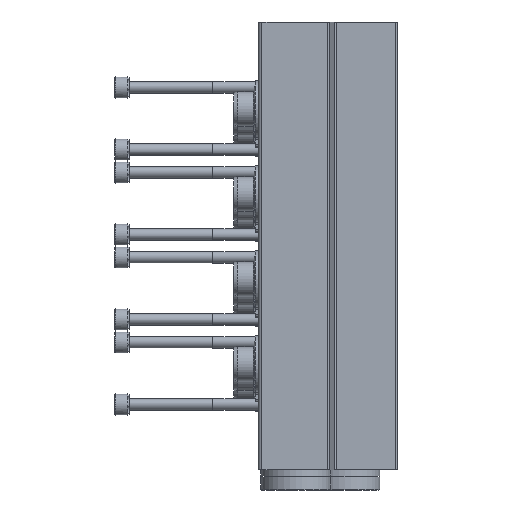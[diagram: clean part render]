
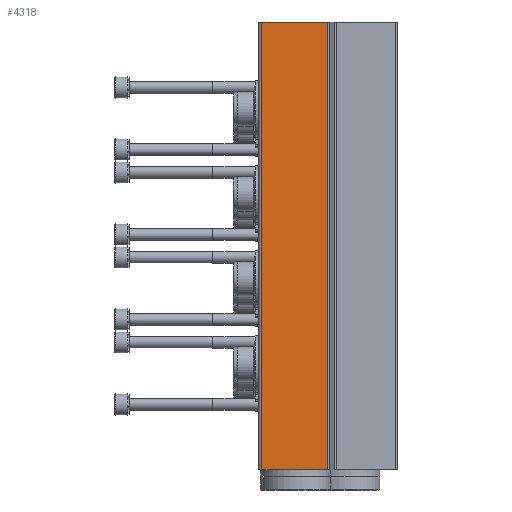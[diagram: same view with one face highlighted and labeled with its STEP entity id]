
A CAD part, left-side view. The second image highlights one B-rep face of the part: STEP entity #4318.
In plain terms, the highlighted planar face has unit normal (-1, 0, 0).
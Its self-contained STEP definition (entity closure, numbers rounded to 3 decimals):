
#162=PLANE('',#4662);
#600=ORIENTED_EDGE('',*,*,#1736,.F.);
#601=ORIENTED_EDGE('',*,*,#1735,.F.);
#602=ORIENTED_EDGE('',*,*,#1737,.T.);
#603=ORIENTED_EDGE('',*,*,#1738,.T.);
#1735=EDGE_CURVE('',#2303,#2301,#2716,.T.);
#1736=EDGE_CURVE('',#2301,#2304,#2717,.T.);
#1737=EDGE_CURVE('',#2303,#2305,#2718,.T.);
#1738=EDGE_CURVE('',#2305,#2304,#2719,.T.);
#2301=VERTEX_POINT('',#6891);
#2303=VERTEX_POINT('',#6895);
#2304=VERTEX_POINT('',#6899);
#2305=VERTEX_POINT('',#6901);
#2716=LINE('',#6896,#3003);
#2717=LINE('',#6898,#3004);
#2718=LINE('',#6900,#3005);
#2719=LINE('',#6902,#3006);
#3003=VECTOR('',#5244,1000.);
#3004=VECTOR('',#5247,1000.);
#3005=VECTOR('',#5248,1000.);
#3006=VECTOR('',#5249,1000.);
#3300=EDGE_LOOP('',(#600,#601,#602,#603));
#3763=FACE_BOUND('',#3300,.T.);
#4318=ADVANCED_FACE('',(#3763),#162,.T.);
#4662=AXIS2_PLACEMENT_3D('',#6897,#5245,#5246);
#5244=DIRECTION('',(0.,0.,1.));
#5245=DIRECTION('',(-1.,0.,0.));
#5246=DIRECTION('',(0.,0.,1.));
#5247=DIRECTION('',(0.,-1.,0.));
#5248=DIRECTION('',(0.,-1.,0.));
#5249=DIRECTION('',(0.,0.,1.));
#6891=CARTESIAN_POINT('',(-32.1,35.,0.));
#6895=CARTESIAN_POINT('',(-32.1,35.,-116.));
#6896=CARTESIAN_POINT('',(-32.1,35.,-116.));
#6897=CARTESIAN_POINT('',(-32.1,35.,-116.));
#6898=CARTESIAN_POINT('',(-32.1,35.,0.));
#6899=CARTESIAN_POINT('',(-32.1,18.111,0.));
#6900=CARTESIAN_POINT('',(-32.1,35.,-116.));
#6901=CARTESIAN_POINT('',(-32.1,18.111,-116.));
#6902=CARTESIAN_POINT('',(-32.1,18.111,-116.));
